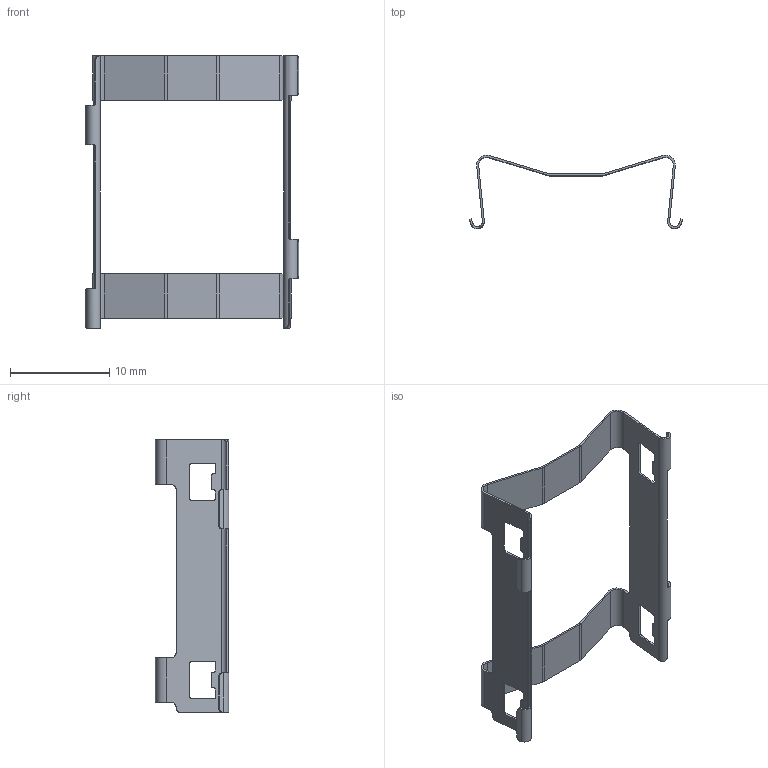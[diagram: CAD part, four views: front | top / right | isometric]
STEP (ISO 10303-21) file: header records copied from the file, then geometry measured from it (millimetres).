
FILE_DESCRIPTION (( 'STEP AP214' ), '1' );
FILE_NAME ('05-00463--A120314-001.STEP', '2020-09-22T15:53:57', ( '' ), ( '' ), 'SwSTEP 2.0', 'SolidWorks 2018', '' );
FILE_SCHEMA (( 'AUTOMOTIVE_DESIGN' ));
Length unit declared in the file: millimetre
Products named in the file (2): 05-00463--A120314-001
Bounding box: 21.55 x 7.4 x 27.5 mm (x, y, z)
Volume: 98.9 mm3; surface area: 1044.7 mm2
Topology: 1 solids, 1 shells, 321 faces, 933 edges, 622 vertices
Faces by surface type: plane 222, cylinder 90, bspline 9
Entity records: 11002 total; most frequent: CARTESIAN_POINT 2374, ORIENTED_EDGE 1866, DIRECTION 1697, EDGE_CURVE 933, VECTOR 723, LINE 723, VERTEX_POINT 622, AXIS2_PLACEMENT_3D 487
